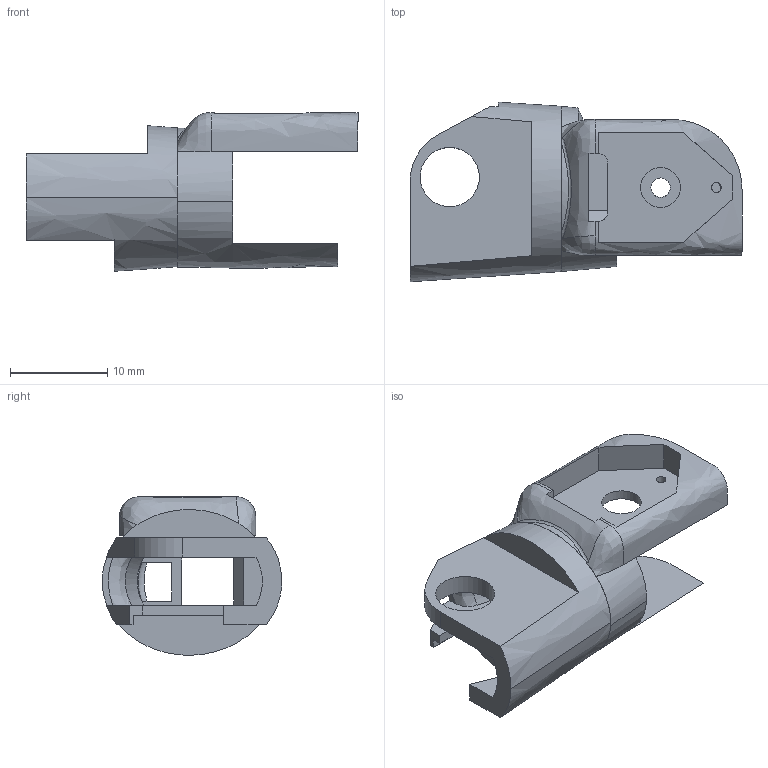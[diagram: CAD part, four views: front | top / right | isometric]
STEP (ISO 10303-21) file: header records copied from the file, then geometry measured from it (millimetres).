
FILE_DESCRIPTION(/* description */ (''),/* implementation_level */ '2;1');
FILE_NAME(/* name */ 'GenericMiddlePhalanx.stp',/* time_stamp */ '2025-05-30T20:41:10-05:00',/* author */ ('Alexander'),/* organization */ (''),/* preprocessor_version */ 'ST-DEVELOPER v20',/* originating_system */ 'Autodesk Inventor 2025',/* authorisation */ '');
FILE_SCHEMA (('AUTOMOTIVE_DESIGN { 1 0 10303 214 3 1 1 }'));
Products named in the file (3): FingerGeneric; IP - D R; IP - P Main R
Assembly tree (2 placements, depth 2):
  FingerGeneric
    IP - D R
    IP - P Main R
Bounding box: 34.21 x 18.5 x 16.32 mm (x, y, z)
Volume: 2070.9 mm3; surface area: 2851.8 mm2
Topology: 2 solids, 2 shells, 89 faces, 329 edges, 295 vertices
Faces by surface type: plane 49, bspline 22, cylinder 15, torus 3
Full cylindrical faces by diameter (mm): 1 x1, 2 x1, 4.1 x1, 6.1 x1
Entity records: 6020 total; most frequent: CARTESIAN_POINT 3488, ORIENTED_EDGE 544, DIRECTION 379, EDGE_CURVE 272, VERTEX_POINT 182, LINE 141, VECTOR 141, AXIS2_PLACEMENT_3D 119
